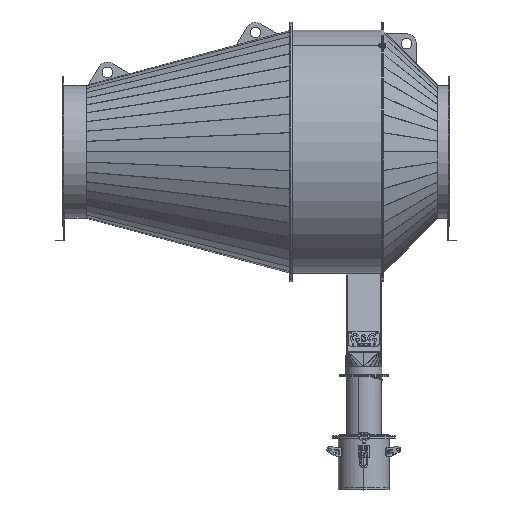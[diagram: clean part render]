
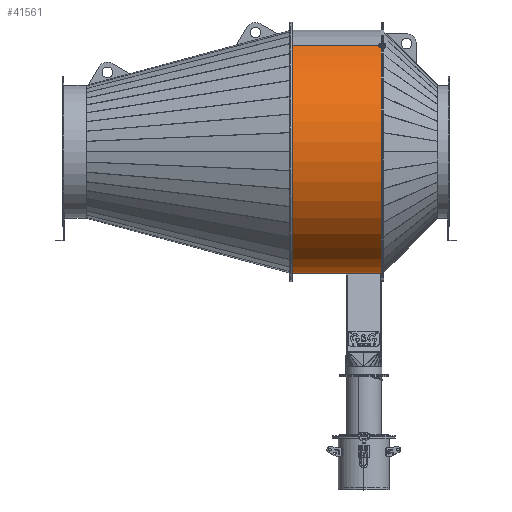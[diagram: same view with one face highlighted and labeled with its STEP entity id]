
A CAD part, top view. The second image highlights one B-rep face of the part: STEP entity #41561.
In plain terms, the highlighted cylindrical face has radius 515 mm (diameter 1030 mm), a partial arc.
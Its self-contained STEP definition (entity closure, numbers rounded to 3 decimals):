
#1587 = ORIENTED_EDGE ( 'NONE', *, *, #20597, .F. ) ;
#2702 = VECTOR ( 'NONE', #9519, 1000. ) ;
#3147 = DIRECTION ( 'NONE',  ( 0., -1., 0. ) ) ;
#4757 = CARTESIAN_POINT ( 'NONE',  ( -0.251, 0., 515. ) ) ;
#6257 = VERTEX_POINT ( 'NONE', #28573 ) ;
#7030 = EDGE_LOOP ( 'NONE', ( #30911, #17835, #1587, #29251 ) ) ;
#8052 = CARTESIAN_POINT ( 'NONE',  ( 0., 0., 0. ) ) ;
#8102 = CIRCLE ( 'NONE', #49797, 515. ) ;
#9519 = DIRECTION ( 'NONE',  ( 0., -1., 0. ) ) ;
#11021 = EDGE_CURVE ( 'NONE', #6257, #11420, #22649, .T. ) ;
#11420 = VERTEX_POINT ( 'NONE', #4757 ) ;
#12918 = CARTESIAN_POINT ( 'NONE',  ( 0., 388.6, 0. ) ) ;
#13760 = EDGE_CURVE ( 'NONE', #6257, #26954, #30884, .T. ) ;
#15002 = AXIS2_PLACEMENT_3D ( 'NONE', #18554, #3147, #19054 ) ;
#17579 = CARTESIAN_POINT ( 'NONE',  ( -0.251, 388.6, 515. ) ) ;
#17835 = ORIENTED_EDGE ( 'NONE', *, *, #11021, .T. ) ;
#18554 = CARTESIAN_POINT ( 'NONE',  ( 0., 388.6, 0. ) ) ;
#19054 = DIRECTION ( 'NONE',  ( 0., 0., -1. ) ) ;
#20349 = DIRECTION ( 'NONE',  ( 0., 1., 0. ) ) ;
#20597 = EDGE_CURVE ( 'NONE', #44453, #11420, #26178, .T. ) ;
#22649 = CIRCLE ( 'NONE', #34384, 515. ) ;
#26178 = LINE ( 'NONE', #17579, #2702 ) ;
#26943 = CARTESIAN_POINT ( 'NONE',  ( -248.981, 388.6, -450.814 ) ) ;
#26954 = VERTEX_POINT ( 'NONE', #32316 ) ;
#28573 = CARTESIAN_POINT ( 'NONE',  ( -248.981, 0., -450.814 ) ) ;
#29251 = ORIENTED_EDGE ( 'NONE', *, *, #33073, .F. ) ;
#30884 = LINE ( 'NONE', #26943, #36646 ) ;
#30911 = ORIENTED_EDGE ( 'NONE', *, *, #13760, .F. ) ;
#32316 = CARTESIAN_POINT ( 'NONE',  ( -248.981, 388.6, -450.814 ) ) ;
#33073 = EDGE_CURVE ( 'NONE', #26954, #44453, #8102, .T. ) ;
#33563 = DIRECTION ( 'NONE',  ( 0., 1., 0. ) ) ;
#34384 = AXIS2_PLACEMENT_3D ( 'NONE', #8052, #36489, #44341 ) ;
#36489 = DIRECTION ( 'NONE',  ( 0., 1., 0. ) ) ;
#36646 = VECTOR ( 'NONE', #20349, 1000. ) ;
#36957 = DIRECTION ( 'NONE',  ( 1., 0., 0. ) ) ;
#37302 = CARTESIAN_POINT ( 'NONE',  ( -0.251, 388.6, 515. ) ) ;
#41561 = ADVANCED_FACE ( 'NONE', ( #50440 ), #46002, .T. ) ;
#44341 = DIRECTION ( 'NONE',  ( 1., 0., 0. ) ) ;
#44453 = VERTEX_POINT ( 'NONE', #37302 ) ;
#46002 = CYLINDRICAL_SURFACE ( 'NONE', #15002, 515. ) ;
#49797 = AXIS2_PLACEMENT_3D ( 'NONE', #12918, #33563, #36957 ) ;
#50440 = FACE_OUTER_BOUND ( 'NONE', #7030, .T. ) ;
